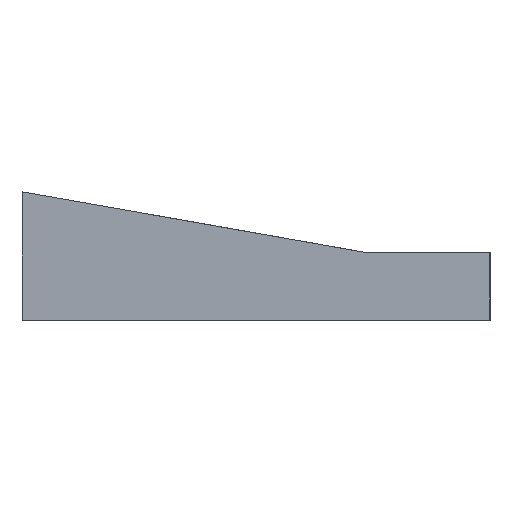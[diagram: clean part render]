
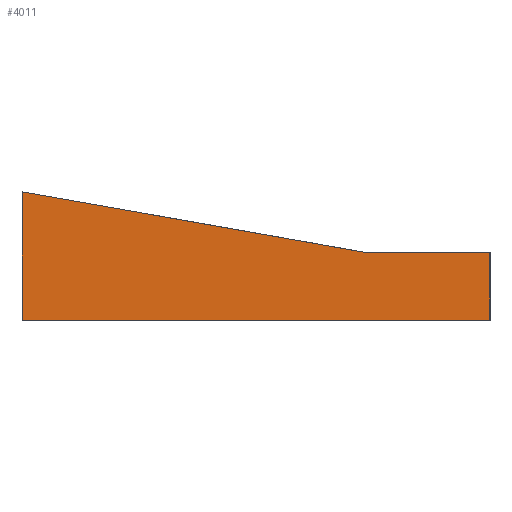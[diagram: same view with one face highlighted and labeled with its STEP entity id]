
A CAD part, left-side view. The second image highlights one B-rep face of the part: STEP entity #4011.
In plain terms, the highlighted planar face has unit normal (-1, 0, 0).
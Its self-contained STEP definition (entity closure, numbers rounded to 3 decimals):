
#69 = EDGE_CURVE('',#70,#72,#74,.T.);
#70 = VERTEX_POINT('',#71);
#71 = CARTESIAN_POINT('',(-62.8,15.2,-4.));
#72 = VERTEX_POINT('',#73);
#73 = CARTESIAN_POINT('',(-62.8,15.2,-7.));
#74 = LINE('',#75,#76);
#75 = CARTESIAN_POINT('',(-62.8,15.2,0.));
#76 = VECTOR('',#77,1.);
#77 = DIRECTION('',(0.,0.,-1.));
#1142 = EDGE_CURVE('',#72,#1143,#1145,.T.);
#1143 = VERTEX_POINT('',#1144);
#1144 = CARTESIAN_POINT('',(-62.8,36.,-7.));
#1145 = LINE('',#1146,#1147);
#1146 = CARTESIAN_POINT('',(-62.8,15.2,-7.));
#1147 = VECTOR('',#1148,1.);
#1148 = DIRECTION('',(0.,1.,0.));
#2814 = EDGE_CURVE('',#2815,#1143,#2817,.T.);
#2815 = VERTEX_POINT('',#2816);
#2816 = CARTESIAN_POINT('',(-62.8,36.,-1.297));
#2817 = LINE('',#2818,#2819);
#2818 = CARTESIAN_POINT('',(-62.8,36.,0.));
#2819 = VECTOR('',#2820,1.);
#2820 = DIRECTION('',(0.,0.,-1.));
#4011 = ADVANCED_FACE('',(#4012),#4031,.T.);
#4012 = FACE_BOUND('',#4013,.T.);
#4013 = EDGE_LOOP('',(#4014,#4015,#4023,#4029,#4030));
#4014 = ORIENTED_EDGE('',*,*,#69,.F.);
#4015 = ORIENTED_EDGE('',*,*,#4016,.F.);
#4016 = EDGE_CURVE('',#4017,#70,#4019,.T.);
#4017 = VERTEX_POINT('',#4018);
#4018 = CARTESIAN_POINT('',(-62.8,20.671,-4.));
#4019 = LINE('',#4020,#4021);
#4020 = CARTESIAN_POINT('',(-62.8,15.1,-4.));
#4021 = VECTOR('',#4022,1.);
#4022 = DIRECTION('',(0.,-1.,0.));
#4023 = ORIENTED_EDGE('',*,*,#4024,.F.);
#4024 = EDGE_CURVE('',#2815,#4017,#4025,.T.);
#4025 = LINE('',#4026,#4027);
#4026 = CARTESIAN_POINT('',(-62.8,15.525,-4.908));
#4027 = VECTOR('',#4028,1.);
#4028 = DIRECTION('',(0.,-0.985,
    -0.174));
#4029 = ORIENTED_EDGE('',*,*,#2814,.T.);
#4030 = ORIENTED_EDGE('',*,*,#1142,.F.);
#4031 = PLANE('',#4032);
#4032 = AXIS2_PLACEMENT_3D('',#4033,#4034,#4035);
#4033 = CARTESIAN_POINT('',(-62.8,15.2,0.));
#4034 = DIRECTION('',(-1.,0.,0.));
#4035 = DIRECTION('',(0.,0.,-1.));
